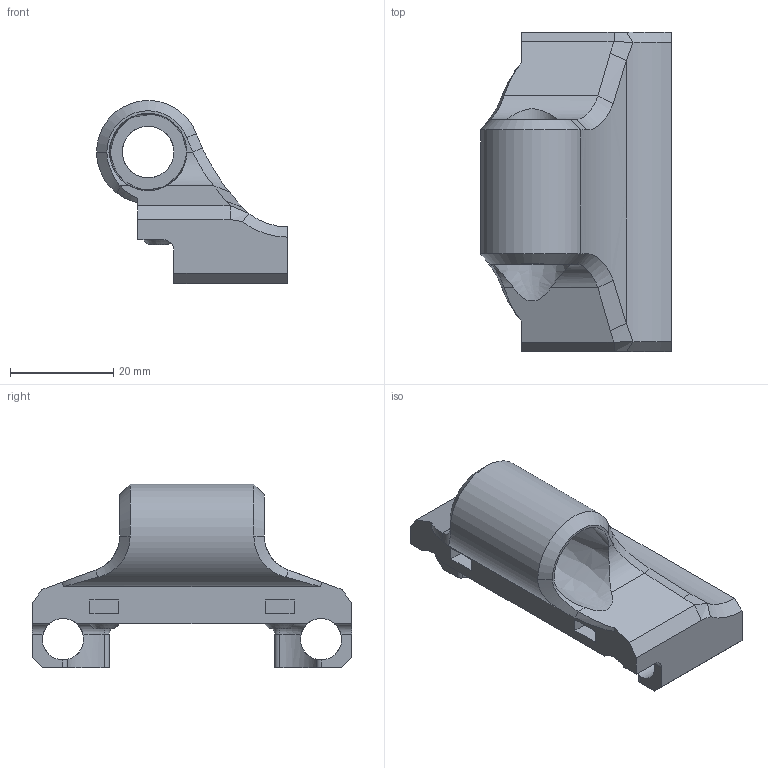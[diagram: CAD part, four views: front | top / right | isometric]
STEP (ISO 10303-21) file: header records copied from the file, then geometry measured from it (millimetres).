
FILE_DESCRIPTION(('FreeCAD Model'),'2;1');
FILE_NAME('RYcarriage.step','2016-04-18T17:03:54',('Author'), (''),'Open CASCADE STEP processor 6.8','FreeCAD','Unknown');
FILE_SCHEMA(('AUTOMOTIVE_DESIGN_CC2 { 1 2 10303 214 -1 1 5 4 }'));
Length unit declared in the file: millimetre
Products named in the file (2): ASSEMBLY; RYcarriage
Assembly tree (1 placements, depth 2):
  ASSEMBLY
    RYcarriage
Bounding box: 37 x 62 x 35.5 mm (x, y, z)
Volume: 20259.5 mm3; surface area: 9640.6 mm2
Topology: 1 solids, 1 shells, 90 faces, 241 edges, 156 vertices
Faces by surface type: plane 37, cylinder 27, bspline 16, cone 6, torus 4
Full cylindrical faces by diameter (mm): 3 x4, 6 x2, 8 x2, 10 x1
Entity records: 13257 total; most frequent: CARTESIAN_POINT 8751, DIRECTION 712, ORIENTED_EDGE 482, PCURVE 482, DEFINITIONAL_REPRESENTATION 482, LINE 435, VECTOR 435, EDGE_CURVE 241
